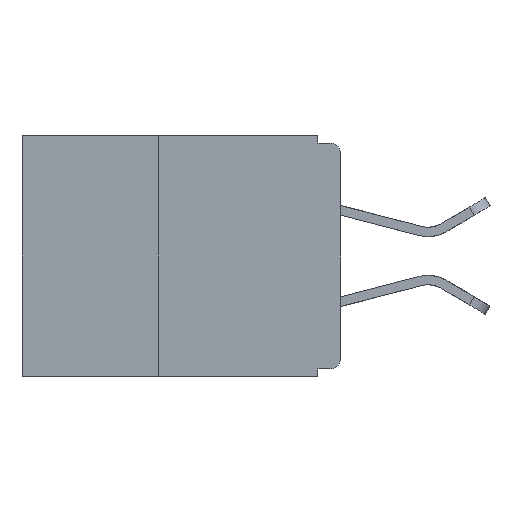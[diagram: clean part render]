
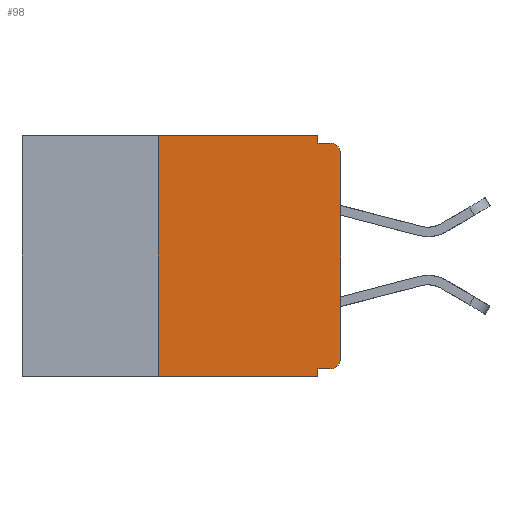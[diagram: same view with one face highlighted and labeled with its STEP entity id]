
A CAD part, left-side view. The second image highlights one B-rep face of the part: STEP entity #98.
In plain terms, the highlighted planar face has unit normal (-1, 0, 0).
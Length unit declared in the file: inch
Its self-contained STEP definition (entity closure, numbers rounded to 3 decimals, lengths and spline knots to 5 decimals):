
#98 = ADVANCED_FACE ( 'NONE', ( #21861 ), #9344, .F. ) ;
#240 = DIRECTION ( 'NONE',  ( 0., 1., 0. ) ) ;
#324 = CIRCLE ( 'NONE', #23644, 0.015 ) ;
#812 = LINE ( 'NONE', #27905, #24658 ) ;
#1949 = DIRECTION ( 'NONE',  ( 0., -1., 0. ) ) ;
#2194 = DIRECTION ( 'NONE',  ( 0., 0., 1. ) ) ;
#2458 = ORIENTED_EDGE ( 'NONE', *, *, #13015, .F. ) ;
#2471 = EDGE_CURVE ( 'NONE', #10270, #13270, #6999, .T. ) ;
#2622 = CARTESIAN_POINT ( 'NONE',  ( 0., 0.015, -0.025 ) ) ;
#2898 = CARTESIAN_POINT ( 'NONE',  ( 0., 0.015, -0.01 ) ) ;
#3878 = ORIENTED_EDGE ( 'NONE', *, *, #6114, .T. ) ;
#4040 = VECTOR ( 'NONE', #16720, 39.37008 ) ;
#4066 = ORIENTED_EDGE ( 'NONE', *, *, #13404, .F. ) ;
#4719 = DIRECTION ( 'NONE',  ( 0., 0., -1. ) ) ;
#4750 = DIRECTION ( 'NONE',  ( -1., 0., 0. ) ) ;
#4773 = LINE ( 'NONE', #14533, #4040 ) ;
#4921 = DIRECTION ( 'NONE',  ( 0., 0., -1. ) ) ;
#4960 = LINE ( 'NONE', #5971, #10507 ) ;
#4973 = CARTESIAN_POINT ( 'NONE',  ( 0., 0.015, -0.305 ) ) ;
#5472 = DIRECTION ( 'NONE',  ( 0., 0., -1. ) ) ;
#5550 = CARTESIAN_POINT ( 'NONE',  ( 0., 0.25, -0.33 ) ) ;
#5971 = CARTESIAN_POINT ( 'NONE',  ( 0., 0.031, -0.33 ) ) ;
#6114 = EDGE_CURVE ( 'NONE', #12333, #10270, #324, .T. ) ;
#6379 = CARTESIAN_POINT ( 'NONE',  ( 0., 0.437, -0.33 ) ) ;
#6579 = ORIENTED_EDGE ( 'NONE', *, *, #19849, .F. ) ;
#6675 = ORIENTED_EDGE ( 'NONE', *, *, #2471, .T. ) ;
#6999 = LINE ( 'NONE', #14466, #12079 ) ;
#7980 = ORIENTED_EDGE ( 'NONE', *, *, #20574, .F. ) ;
#8126 = AXIS2_PLACEMENT_3D ( 'NONE', #2622, #17976, #4921 ) ;
#8285 = CARTESIAN_POINT ( 'NONE',  ( 0., 0.031, -0.32 ) ) ;
#9035 = EDGE_CURVE ( 'NONE', #13270, #27291, #16557, .T. ) ;
#9344 = PLANE ( 'NONE',  #14702 ) ;
#9715 = VECTOR ( 'NONE', #1949, 39.37008 ) ;
#10164 = ORIENTED_EDGE ( 'NONE', *, *, #26806, .F. ) ;
#10270 = VERTEX_POINT ( 'NONE', #13381 ) ;
#10507 = VECTOR ( 'NONE', #14536, 39.37008 ) ;
#10780 = VERTEX_POINT ( 'NONE', #12954 ) ;
#10848 = VERTEX_POINT ( 'NONE', #19626 ) ;
#11624 = VERTEX_POINT ( 'NONE', #5550 ) ;
#11632 = DIRECTION ( 'NONE',  ( 0., 0., 1. ) ) ;
#12007 = CARTESIAN_POINT ( 'NONE',  ( 0., 0.031, 0. ) ) ;
#12079 = VECTOR ( 'NONE', #11632, 39.37008 ) ;
#12248 = VERTEX_POINT ( 'NONE', #12007 ) ;
#12333 = VERTEX_POINT ( 'NONE', #27051 ) ;
#12700 = ORIENTED_EDGE ( 'NONE', *, *, #21259, .T. ) ;
#12954 = CARTESIAN_POINT ( 'NONE',  ( 0., 0.031, -0.33 ) ) ;
#13015 = EDGE_CURVE ( 'NONE', #10848, #12248, #4773, .T. ) ;
#13270 = VERTEX_POINT ( 'NONE', #23765 ) ;
#13381 = CARTESIAN_POINT ( 'NONE',  ( 0., 0., -0.305 ) ) ;
#13404 = EDGE_CURVE ( 'NONE', #12333, #18446, #17703, .T. ) ;
#13829 = VERTEX_POINT ( 'NONE', #17218 ) ;
#14179 = LINE ( 'NONE', #25021, #24770 ) ;
#14466 = CARTESIAN_POINT ( 'NONE',  ( 0., 0., 0. ) ) ;
#14533 = CARTESIAN_POINT ( 'NONE',  ( 0., 0.437, 0. ) ) ;
#14536 = DIRECTION ( 'NONE',  ( 0., 0., -1. ) ) ;
#14702 = AXIS2_PLACEMENT_3D ( 'NONE', #18198, #27283, #5472 ) ;
#14865 = DIRECTION ( 'NONE',  ( 0., -1., 0. ) ) ;
#15482 = LINE ( 'NONE', #6379, #9715 ) ;
#16557 = CIRCLE ( 'NONE', #8126, 0.015 ) ;
#16720 = DIRECTION ( 'NONE',  ( 0., -1., 0. ) ) ;
#17042 = VECTOR ( 'NONE', #240, 39.37008 ) ;
#17218 = CARTESIAN_POINT ( 'NONE',  ( 0., 0.031, -0.01 ) ) ;
#17703 = LINE ( 'NONE', #17995, #17042 ) ;
#17976 = DIRECTION ( 'NONE',  ( -1., 0., 0. ) ) ;
#17995 = CARTESIAN_POINT ( 'NONE',  ( 0., 0., -0.32 ) ) ;
#18198 = CARTESIAN_POINT ( 'NONE',  ( 0., 0.437, 0. ) ) ;
#18446 = VERTEX_POINT ( 'NONE', #8285 ) ;
#19626 = CARTESIAN_POINT ( 'NONE',  ( 0., 0.25, 0. ) ) ;
#19849 = EDGE_CURVE ( 'NONE', #18446, #10780, #4960, .T. ) ;
#20218 = VECTOR ( 'NONE', #14865, 39.37008 ) ;
#20574 = EDGE_CURVE ( 'NONE', #13829, #27291, #26404, .T. ) ;
#21259 = EDGE_CURVE ( 'NONE', #11624, #10780, #15482, .T. ) ;
#21861 = FACE_OUTER_BOUND ( 'NONE', #23970, .T. ) ;
#22651 = EDGE_CURVE ( 'NONE', #11624, #10848, #812, .T. ) ;
#23644 = AXIS2_PLACEMENT_3D ( 'NONE', #4973, #4750, #4719 ) ;
#23725 = ORIENTED_EDGE ( 'NONE', *, *, #9035, .T. ) ;
#23765 = CARTESIAN_POINT ( 'NONE',  ( 0., 0., -0.025 ) ) ;
#23970 = EDGE_LOOP ( 'NONE', ( #6675, #23725, #7980, #10164, #2458, #24198, #12700, #6579, #4066, #3878 ) ) ;
#24198 = ORIENTED_EDGE ( 'NONE', *, *, #22651, .F. ) ;
#24658 = VECTOR ( 'NONE', #2194, 39.37008 ) ;
#24770 = VECTOR ( 'NONE', #27060, 39.37008 ) ;
#25021 = CARTESIAN_POINT ( 'NONE',  ( 0., 0.031, 0. ) ) ;
#26404 = LINE ( 'NONE', #27505, #20218 ) ;
#26806 = EDGE_CURVE ( 'NONE', #12248, #13829, #14179, .T. ) ;
#27051 = CARTESIAN_POINT ( 'NONE',  ( 0., 0.015, -0.32 ) ) ;
#27060 = DIRECTION ( 'NONE',  ( 0., 0., -1. ) ) ;
#27283 = DIRECTION ( 'NONE',  ( 1., 0., 0. ) ) ;
#27291 = VERTEX_POINT ( 'NONE', #2898 ) ;
#27505 = CARTESIAN_POINT ( 'NONE',  ( 0., 0., -0.01 ) ) ;
#27905 = CARTESIAN_POINT ( 'NONE',  ( 0., 0.25, -0.33 ) ) ;
